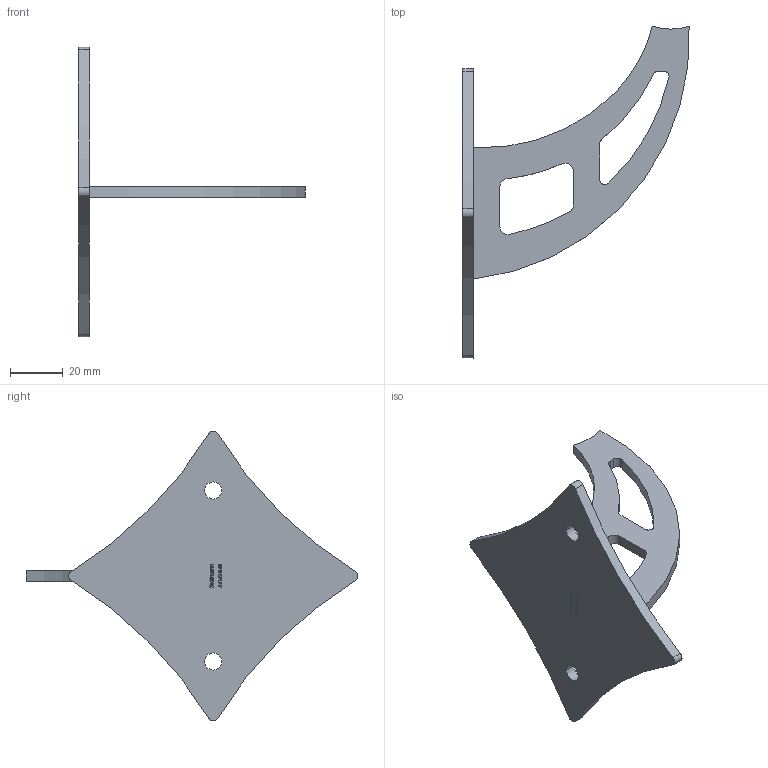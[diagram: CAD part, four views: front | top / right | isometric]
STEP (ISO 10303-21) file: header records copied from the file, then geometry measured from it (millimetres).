
FILE_DESCRIPTION (( 'STEP AP203' ), '1' );
FILE_NAME ('54162-240.step', '2020-09-18T10:57:24', ( '' ), ( '' ), 'SwSTEP 2.0', 'SolidWorks 2018', '' );
FILE_SCHEMA (( 'CONFIG_CONTROL_DESIGN' ));
Length unit declared in the file: millimetre
Products named in the file (2): 54162-240
Bounding box: 86 x 126.19 x 110 mm (x, y, z)
Volume: 32087.1 mm3; surface area: 19047 mm2
Topology: 1 solids, 1 shells, 258 faces, 693 edges, 462 vertices
Faces by surface type: plane 143, bspline 86, cylinder 29
Entity records: 12850 total; most frequent: CARTESIAN_POINT 6741, ORIENTED_EDGE 1386, DIRECTION 927, EDGE_CURVE 693, LINE 463, VECTOR 463, VERTEX_POINT 462, EDGE_LOOP 291
